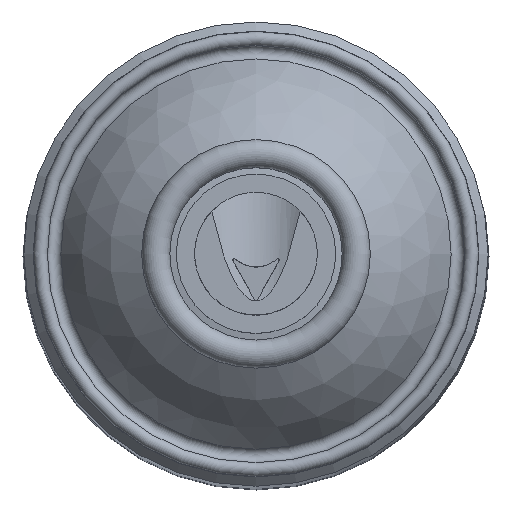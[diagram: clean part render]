
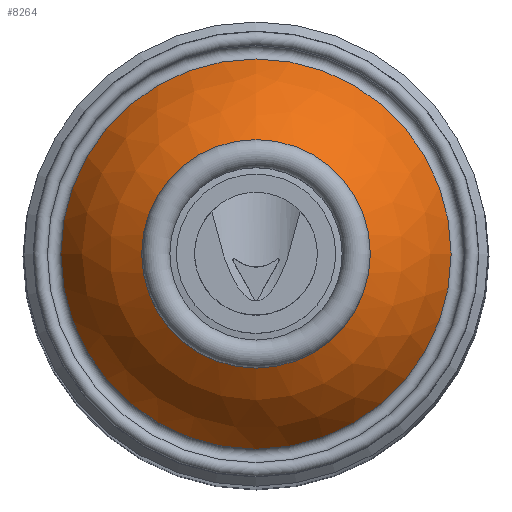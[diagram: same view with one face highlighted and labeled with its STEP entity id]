
A CAD part, top view. The second image highlights one B-rep face of the part: STEP entity #8264.
In plain terms, the highlighted spherical face has radius 30.329 mm.
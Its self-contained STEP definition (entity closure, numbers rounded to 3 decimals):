
#8264 = ADVANCED_FACE('',(#8265),#8278,.T.);
#8265 = FACE_BOUND('',#8266,.F.);
#8266 = EDGE_LOOP('',(#8267,#8301,#8325,#8352));
#8267 = ORIENTED_EDGE('',*,*,#8268,.T.);
#8268 = EDGE_CURVE('',#8269,#8269,#8271,.T.);
#8269 = VERTEX_POINT('',#8270);
#8270 = CARTESIAN_POINT('',(0.,27.74,
    238.496));
#8271 = SURFACE_CURVE('',#8272,(#8277,#8289),.PCURVE_S1.);
#8272 = CIRCLE('',#8273,27.74);
#8273 = AXIS2_PLACEMENT_3D('',#8274,#8275,#8276);
#8274 = CARTESIAN_POINT('',(0.,0.,238.496));
#8275 = DIRECTION('',(0.,0.,-1.));
#8276 = DIRECTION('',(0.,1.,0.));
#8277 = PCURVE('',#8278,#8283);
#8278 = SPHERICAL_SURFACE('',#8279,30.329);
#8279 = AXIS2_PLACEMENT_3D('',#8280,#8281,#8282);
#8280 = CARTESIAN_POINT('',(0.,0.,226.234));
#8281 = DIRECTION('',(0.,0.,1.));
#8282 = DIRECTION('',(0.,1.,0.));
#8283 = DEFINITIONAL_REPRESENTATION('',(#8284),#8288);
#8284 = LINE('',#8285,#8286);
#8285 = CARTESIAN_POINT('',(-0.,0.416));
#8286 = VECTOR('',#8287,1.);
#8287 = DIRECTION('',(-1.,0.));
#8288 = ( GEOMETRIC_REPRESENTATION_CONTEXT(2) 
PARAMETRIC_REPRESENTATION_CONTEXT() REPRESENTATION_CONTEXT('2D SPACE',''
  ) );
#8289 = PCURVE('',#8290,#8295);
#8290 = TOROIDAL_SURFACE('',#8291,28.655,1.);
#8291 = AXIS2_PLACEMENT_3D('',#8292,#8293,#8294);
#8292 = CARTESIAN_POINT('',(0.,0.,238.9));
#8293 = DIRECTION('',(0.,0.,1.));
#8294 = DIRECTION('',(0.,1.,0.));
#8295 = DEFINITIONAL_REPRESENTATION('',(#8296),#8300);
#8296 = LINE('',#8297,#8298);
#8297 = CARTESIAN_POINT('',(-0.,3.558));
#8298 = VECTOR('',#8299,1.);
#8299 = DIRECTION('',(-1.,0.));
#8300 = ( GEOMETRIC_REPRESENTATION_CONTEXT(2) 
PARAMETRIC_REPRESENTATION_CONTEXT() REPRESENTATION_CONTEXT('2D SPACE',''
  ) );
#8301 = ORIENTED_EDGE('',*,*,#8302,.T.);
#8302 = EDGE_CURVE('',#8269,#8303,#8305,.T.);
#8303 = VERTEX_POINT('',#8304);
#8304 = CARTESIAN_POINT('',(0.,16.,252.));
#8305 = SEAM_CURVE('',#8306,(#8311,#8318),.PCURVE_S1.);
#8306 = CIRCLE('',#8307,30.329);
#8307 = AXIS2_PLACEMENT_3D('',#8308,#8309,#8310);
#8308 = CARTESIAN_POINT('',(0.,0.,
    226.234));
#8309 = DIRECTION('',(1.,0.,0.));
#8310 = DIRECTION('',(0.,1.,0.));
#8311 = PCURVE('',#8278,#8312);
#8312 = DEFINITIONAL_REPRESENTATION('',(#8313),#8317);
#8313 = LINE('',#8314,#8315);
#8314 = CARTESIAN_POINT('',(-0.,0.));
#8315 = VECTOR('',#8316,1.);
#8316 = DIRECTION('',(-0.,1.));
#8317 = ( GEOMETRIC_REPRESENTATION_CONTEXT(2) 
PARAMETRIC_REPRESENTATION_CONTEXT() REPRESENTATION_CONTEXT('2D SPACE',''
  ) );
#8318 = PCURVE('',#8278,#8319);
#8319 = DEFINITIONAL_REPRESENTATION('',(#8320),#8324);
#8320 = LINE('',#8321,#8322);
#8321 = CARTESIAN_POINT('',(-6.283,0.));
#8322 = VECTOR('',#8323,1.);
#8323 = DIRECTION('',(-0.,1.));
#8324 = ( GEOMETRIC_REPRESENTATION_CONTEXT(2) 
PARAMETRIC_REPRESENTATION_CONTEXT() REPRESENTATION_CONTEXT('2D SPACE',''
  ) );
#8325 = ORIENTED_EDGE('',*,*,#8326,.F.);
#8326 = EDGE_CURVE('',#8303,#8303,#8327,.T.);
#8327 = SURFACE_CURVE('',#8328,(#8333,#8340),.PCURVE_S1.);
#8328 = CIRCLE('',#8329,16.);
#8329 = AXIS2_PLACEMENT_3D('',#8330,#8331,#8332);
#8330 = CARTESIAN_POINT('',(0.,0.,252.));
#8331 = DIRECTION('',(0.,0.,-1.));
#8332 = DIRECTION('',(0.,1.,0.));
#8333 = PCURVE('',#8278,#8334);
#8334 = DEFINITIONAL_REPRESENTATION('',(#8335),#8339);
#8335 = LINE('',#8336,#8337);
#8336 = CARTESIAN_POINT('',(-0.,1.015));
#8337 = VECTOR('',#8338,1.);
#8338 = DIRECTION('',(-1.,0.));
#8339 = ( GEOMETRIC_REPRESENTATION_CONTEXT(2) 
PARAMETRIC_REPRESENTATION_CONTEXT() REPRESENTATION_CONTEXT('2D SPACE',''
  ) );
#8340 = PCURVE('',#8341,#8346);
#8341 = CONICAL_SURFACE('',#8342,16.,0.785);
#8342 = AXIS2_PLACEMENT_3D('',#8343,#8344,#8345);
#8343 = CARTESIAN_POINT('',(0.,0.,252.));
#8344 = DIRECTION('',(-0.,0.,-1.));
#8345 = DIRECTION('',(0.,1.,0.));
#8346 = DEFINITIONAL_REPRESENTATION('',(#8347),#8351);
#8347 = LINE('',#8348,#8349);
#8348 = CARTESIAN_POINT('',(0.,-0.));
#8349 = VECTOR('',#8350,1.);
#8350 = DIRECTION('',(1.,-0.));
#8351 = ( GEOMETRIC_REPRESENTATION_CONTEXT(2) 
PARAMETRIC_REPRESENTATION_CONTEXT() REPRESENTATION_CONTEXT('2D SPACE',''
  ) );
#8352 = ORIENTED_EDGE('',*,*,#8302,.F.);
